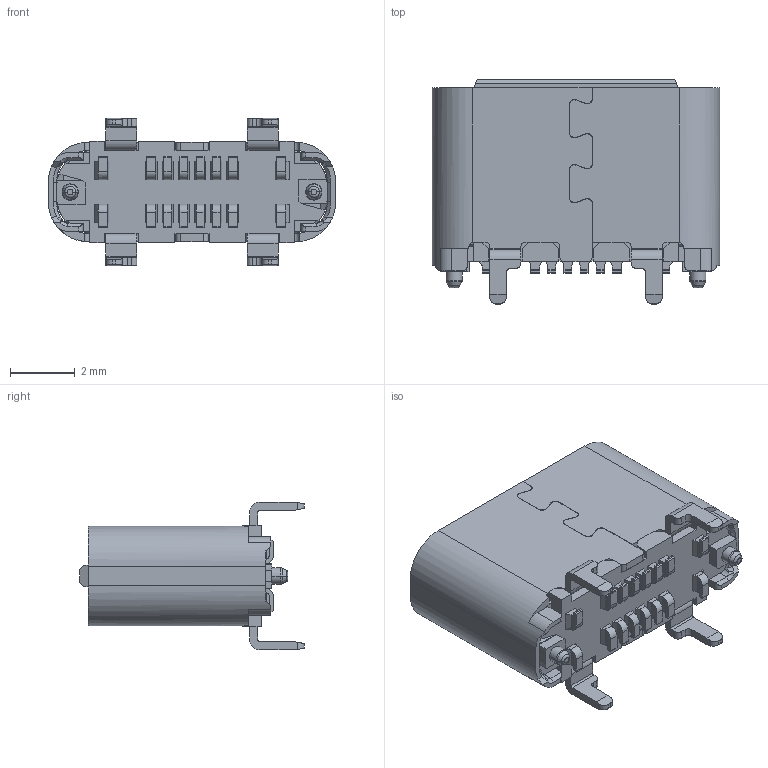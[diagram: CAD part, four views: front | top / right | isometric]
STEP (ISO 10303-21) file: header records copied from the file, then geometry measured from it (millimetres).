
FILE_DESCRIPTION(/* description */ (''),/* implementation_level */ '2;1');
FILE_NAME(/* name */ 'A920.stp',/* time_stamp */ '2022-12-02T16:02:16+08:00',/* author */ (''),/* organization */ (''),/* preprocessor_version */ 'ST-DEVELOPER v16',/* originating_system */ 'SIEMENS PLM Software NX 10.0',/* authorisation */ '');
FILE_SCHEMA (('AUTOMOTIVE_DESIGN { 1 0 10303 214 3 1 1 1 }'));
Length unit declared in the file: millimetre
Products named in the file (1): xue3AAC78AD96ja
Bounding box: 8.84 x 6.9 x 4.55 mm (x, y, z)
Volume: 77.5 mm3; surface area: 373.7 mm2
Topology: 1 solids, 1 shells, 753 faces, 2097 edges, 1361 vertices
Faces by surface type: plane 562, cylinder 143, cone 32, bspline 12, torus 4
Entity records: 26296 total; most frequent: CARTESIAN_POINT 5928, ORIENTED_EDGE 4194, DIRECTION 3624, EDGE_CURVE 2097, LINE 1408, VECTOR 1408, VERTEX_POINT 1361, AXIS2_PLACEMENT_3D 1108
